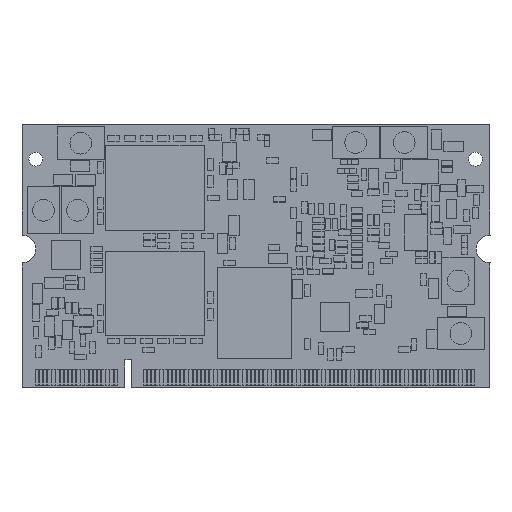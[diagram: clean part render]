
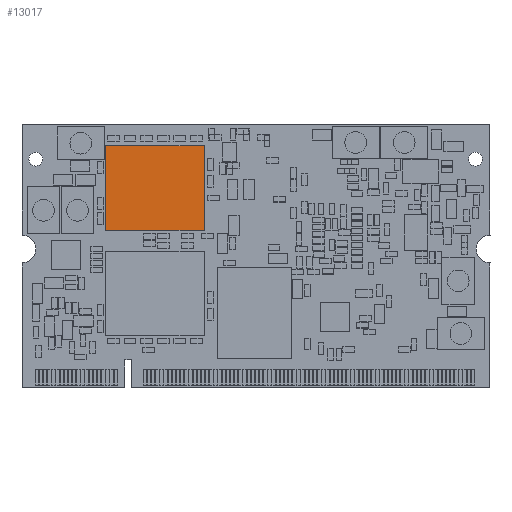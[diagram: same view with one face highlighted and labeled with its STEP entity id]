
A CAD part, top view. The second image highlights one B-rep face of the part: STEP entity #13017.
In plain terms, the highlighted planar face has unit normal (0, 0, 1).
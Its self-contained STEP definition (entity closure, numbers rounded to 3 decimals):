
#12703 = VERTEX_POINT('',#12704);
#12704 = CARTESIAN_POINT('',(-7.1,6.1,1.2));
#12711 = PLANE('',#12712);
#12712 = AXIS2_PLACEMENT_3D('',#12713,#12714,#12715);
#12713 = CARTESIAN_POINT('',(-7.1,6.1,0.));
#12714 = DIRECTION('',(0.,1.,0.));
#12715 = DIRECTION('',(1.,0.,0.));
#12723 = PLANE('',#12724);
#12724 = AXIS2_PLACEMENT_3D('',#12725,#12726,#12727);
#12725 = CARTESIAN_POINT('',(-7.1,-6.1,0.));
#12726 = DIRECTION('',(-1.,0.,0.));
#12727 = DIRECTION('',(0.,1.,0.));
#12735 = EDGE_CURVE('',#12703,#12736,#12738,.T.);
#12736 = VERTEX_POINT('',#12737);
#12737 = CARTESIAN_POINT('',(7.1,6.1,1.2));
#12738 = SURFACE_CURVE('',#12739,(#12743,#12750),.PCURVE_S1.);
#12739 = LINE('',#12740,#12741);
#12740 = CARTESIAN_POINT('',(-7.1,6.1,1.2));
#12741 = VECTOR('',#12742,1.);
#12742 = DIRECTION('',(1.,0.,0.));
#12743 = PCURVE('',#12711,#12744);
#12744 = DEFINITIONAL_REPRESENTATION('',(#12745),#12749);
#12745 = LINE('',#12746,#12747);
#12746 = CARTESIAN_POINT('',(0.,-1.2));
#12747 = VECTOR('',#12748,1.);
#12748 = DIRECTION('',(1.,0.));
#12749 = ( GEOMETRIC_REPRESENTATION_CONTEXT(2) 
PARAMETRIC_REPRESENTATION_CONTEXT() REPRESENTATION_CONTEXT('2D SPACE',''
  ) );
#12750 = PCURVE('',#12751,#12756);
#12751 = PLANE('',#12752);
#12752 = AXIS2_PLACEMENT_3D('',#12753,#12754,#12755);
#12753 = CARTESIAN_POINT('',(-7.1,6.1,1.2));
#12754 = DIRECTION('',(0.,0.,1.));
#12755 = DIRECTION('',(1.,0.,0.));
#12756 = DEFINITIONAL_REPRESENTATION('',(#12757),#12761);
#12757 = LINE('',#12758,#12759);
#12758 = CARTESIAN_POINT('',(0.,0.));
#12759 = VECTOR('',#12760,1.);
#12760 = DIRECTION('',(1.,0.));
#12761 = ( GEOMETRIC_REPRESENTATION_CONTEXT(2) 
PARAMETRIC_REPRESENTATION_CONTEXT() REPRESENTATION_CONTEXT('2D SPACE',''
  ) );
#12779 = PLANE('',#12780);
#12780 = AXIS2_PLACEMENT_3D('',#12781,#12782,#12783);
#12781 = CARTESIAN_POINT('',(7.1,6.1,0.));
#12782 = DIRECTION('',(1.,0.,0.));
#12783 = DIRECTION('',(0.,-1.,0.));
#12821 = EDGE_CURVE('',#12736,#12822,#12824,.T.);
#12822 = VERTEX_POINT('',#12823);
#12823 = CARTESIAN_POINT('',(7.1,-6.1,1.2));
#12824 = SURFACE_CURVE('',#12825,(#12829,#12836),.PCURVE_S1.);
#12825 = LINE('',#12826,#12827);
#12826 = CARTESIAN_POINT('',(7.1,6.1,1.2));
#12827 = VECTOR('',#12828,1.);
#12828 = DIRECTION('',(0.,-1.,0.));
#12829 = PCURVE('',#12779,#12830);
#12830 = DEFINITIONAL_REPRESENTATION('',(#12831),#12835);
#12831 = LINE('',#12832,#12833);
#12832 = CARTESIAN_POINT('',(0.,-1.2));
#12833 = VECTOR('',#12834,1.);
#12834 = DIRECTION('',(1.,0.));
#12835 = ( GEOMETRIC_REPRESENTATION_CONTEXT(2) 
PARAMETRIC_REPRESENTATION_CONTEXT() REPRESENTATION_CONTEXT('2D SPACE',''
  ) );
#12836 = PCURVE('',#12751,#12837);
#12837 = DEFINITIONAL_REPRESENTATION('',(#12838),#12842);
#12838 = LINE('',#12839,#12840);
#12839 = CARTESIAN_POINT('',(14.2,0.));
#12840 = VECTOR('',#12841,1.);
#12841 = DIRECTION('',(0.,-1.));
#12842 = ( GEOMETRIC_REPRESENTATION_CONTEXT(2) 
PARAMETRIC_REPRESENTATION_CONTEXT() REPRESENTATION_CONTEXT('2D SPACE',''
  ) );
#12860 = PLANE('',#12861);
#12861 = AXIS2_PLACEMENT_3D('',#12862,#12863,#12864);
#12862 = CARTESIAN_POINT('',(7.1,-6.1,0.));
#12863 = DIRECTION('',(0.,-1.,0.));
#12864 = DIRECTION('',(-1.,0.,0.));
#12897 = EDGE_CURVE('',#12822,#12898,#12900,.T.);
#12898 = VERTEX_POINT('',#12899);
#12899 = CARTESIAN_POINT('',(-7.1,-6.1,1.2));
#12900 = SURFACE_CURVE('',#12901,(#12905,#12912),.PCURVE_S1.);
#12901 = LINE('',#12902,#12903);
#12902 = CARTESIAN_POINT('',(7.1,-6.1,1.2));
#12903 = VECTOR('',#12904,1.);
#12904 = DIRECTION('',(-1.,0.,0.));
#12905 = PCURVE('',#12860,#12906);
#12906 = DEFINITIONAL_REPRESENTATION('',(#12907),#12911);
#12907 = LINE('',#12908,#12909);
#12908 = CARTESIAN_POINT('',(0.,-1.2));
#12909 = VECTOR('',#12910,1.);
#12910 = DIRECTION('',(1.,0.));
#12911 = ( GEOMETRIC_REPRESENTATION_CONTEXT(2) 
PARAMETRIC_REPRESENTATION_CONTEXT() REPRESENTATION_CONTEXT('2D SPACE',''
  ) );
#12912 = PCURVE('',#12751,#12913);
#12913 = DEFINITIONAL_REPRESENTATION('',(#12914),#12918);
#12914 = LINE('',#12915,#12916);
#12915 = CARTESIAN_POINT('',(14.2,-12.2));
#12916 = VECTOR('',#12917,1.);
#12917 = DIRECTION('',(-1.,0.));
#12918 = ( GEOMETRIC_REPRESENTATION_CONTEXT(2) 
PARAMETRIC_REPRESENTATION_CONTEXT() REPRESENTATION_CONTEXT('2D SPACE',''
  ) );
#12968 = EDGE_CURVE('',#12898,#12703,#12969,.T.);
#12969 = SURFACE_CURVE('',#12970,(#12974,#12981),.PCURVE_S1.);
#12970 = LINE('',#12971,#12972);
#12971 = CARTESIAN_POINT('',(-7.1,-6.1,1.2));
#12972 = VECTOR('',#12973,1.);
#12973 = DIRECTION('',(0.,1.,0.));
#12974 = PCURVE('',#12723,#12975);
#12975 = DEFINITIONAL_REPRESENTATION('',(#12976),#12980);
#12976 = LINE('',#12977,#12978);
#12977 = CARTESIAN_POINT('',(0.,-1.2));
#12978 = VECTOR('',#12979,1.);
#12979 = DIRECTION('',(1.,0.));
#12980 = ( GEOMETRIC_REPRESENTATION_CONTEXT(2) 
PARAMETRIC_REPRESENTATION_CONTEXT() REPRESENTATION_CONTEXT('2D SPACE',''
  ) );
#12981 = PCURVE('',#12751,#12982);
#12982 = DEFINITIONAL_REPRESENTATION('',(#12983),#12987);
#12983 = LINE('',#12984,#12985);
#12984 = CARTESIAN_POINT('',(0.,-12.2));
#12985 = VECTOR('',#12986,1.);
#12986 = DIRECTION('',(0.,1.));
#12987 = ( GEOMETRIC_REPRESENTATION_CONTEXT(2) 
PARAMETRIC_REPRESENTATION_CONTEXT() REPRESENTATION_CONTEXT('2D SPACE',''
  ) );
#13017 = ADVANCED_FACE('',(#13018),#12751,.T.);
#13018 = FACE_BOUND('',#13019,.F.);
#13019 = EDGE_LOOP('',(#13020,#13021,#13022,#13023));
#13020 = ORIENTED_EDGE('',*,*,#12735,.T.);
#13021 = ORIENTED_EDGE('',*,*,#12821,.T.);
#13022 = ORIENTED_EDGE('',*,*,#12897,.T.);
#13023 = ORIENTED_EDGE('',*,*,#12968,.T.);
